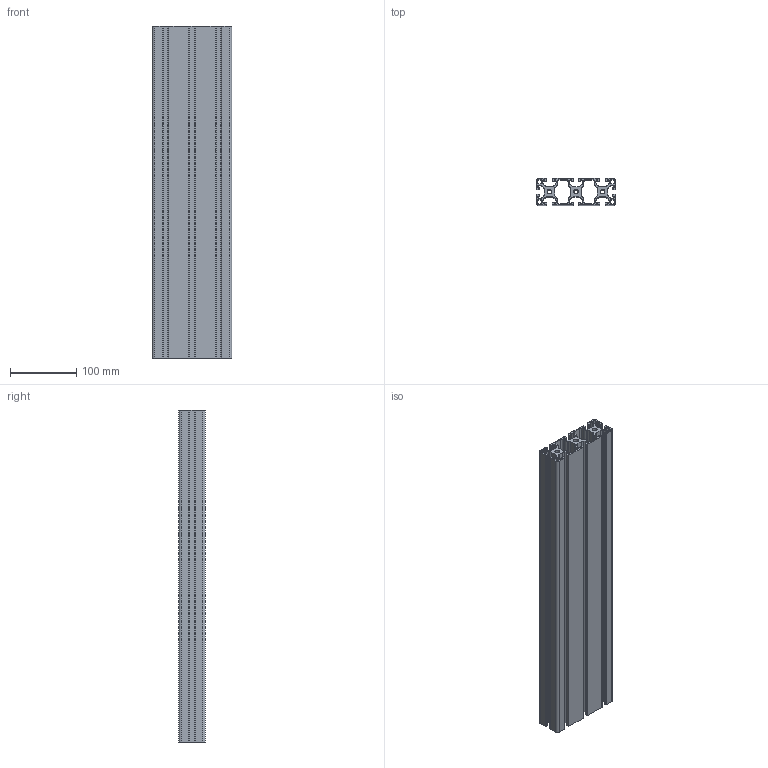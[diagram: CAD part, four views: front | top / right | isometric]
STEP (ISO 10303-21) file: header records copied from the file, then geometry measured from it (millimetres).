
FILE_DESCRIPTION(/* description */ (''),/* implementation_level */ '2;1');
FILE_NAME(/* name */ 'PI-1155_Profil_40x120_l-8.stp',/* time_stamp */ '2020-01-21T15:00:00+01:00',/* author */ ('jmaun'),/* organization */ (''),/* preprocessor_version */ 'ST-DEVELOPER v17',/* originating_system */ 'Autodesk Inventor 2019',/* authorisation */ '');
FILE_SCHEMA (('AUTOMOTIVE_DESIGN { 1 0 10303 214 3 1 1 }'));
Length unit declared in the file: millimetre
Products named in the file (1): PI-1155_Profil_40x120_l-8
Bounding box: 120 x 40 x 500 mm (x, y, z)
Volume: 818366.7 mm3; surface area: 536764.2 mm2
Topology: 1 solids, 1 shells, 317 faces, 945 edges, 630 vertices
Faces by surface type: cylinder 159, plane 158
Full cylindrical faces by diameter (mm): 6.8 x3
Entity records: 10812 total; most frequent: DIRECTION 1899, CARTESIAN_POINT 1893, ORIENTED_EDGE 1890, EDGE_CURVE 945, AXIS2_PLACEMENT_3D 636, VERTEX_POINT 630, LINE 627, VECTOR 627
